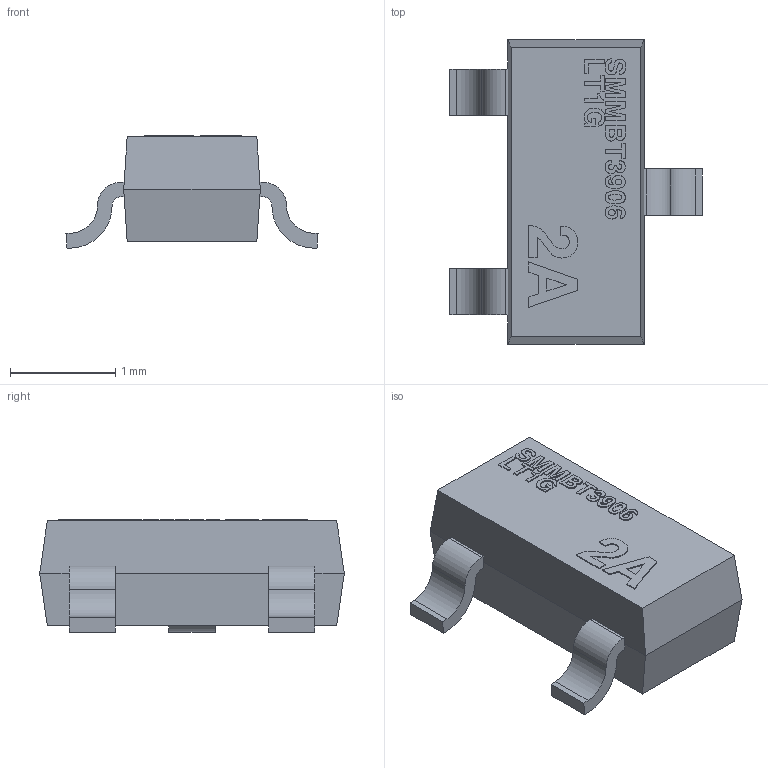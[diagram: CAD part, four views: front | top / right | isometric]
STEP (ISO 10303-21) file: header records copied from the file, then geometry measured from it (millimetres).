
FILE_DESCRIPTION(('FreeCAD Model'),'2;1');
FILE_NAME('ON_Semi_SMMBT3906LT1G.step','2019-07-20T19:55:02',('Author'),(''), 'Open CASCADE STEP processor 7.3','FreeCAD','Unknown');
FILE_SCHEMA(('AUTOMOTIVE_DESIGN { 1 0 10303 214 1 1 1 1 }'));
Length unit declared in the file: millimetre
Products named in the file (1): SMMBT3906LT1G
Bounding box: 2.4 x 2.9 x 1.07 mm (x, y, z)
Volume: 3.7 mm3; surface area: 18.1 mm2
Topology: 1 solids, 1 shells, 359 faces, 1004 edges, 668 vertices
Faces by surface type: extrusion 192, plane 147, cylinder 12, bspline 8
Entity records: 14238 total; most frequent: CARTESIAN_POINT 3278, ORIENTED_EDGE 2008, DIRECTION 1130, EDGE_CURVE 1004, VECTOR 762, VERTEX_POINT 668, B_SPLINE_CURVE_WITH_KNOTS 602, LINE 570
